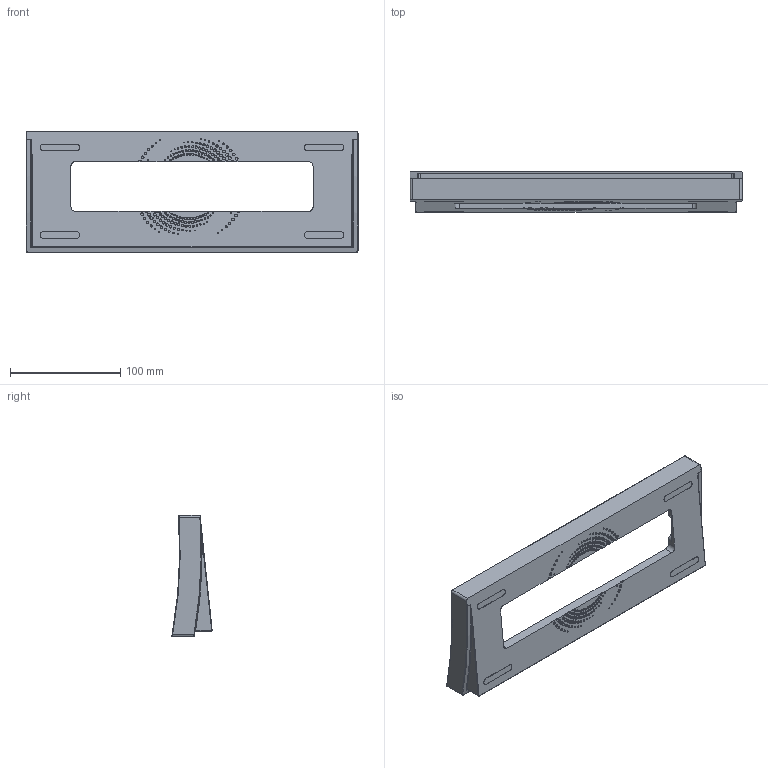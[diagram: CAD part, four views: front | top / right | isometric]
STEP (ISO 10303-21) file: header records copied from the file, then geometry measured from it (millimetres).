
FILE_DESCRIPTION(/* description */ (''),/* implementation_level */ '2;1');
FILE_NAME(/* name */ 'Case.step',/* time_stamp */ '2023-10-05T11:20:20-07:00',/* author */ (''),/* organization */ (''),/* preprocessor_version */ 'ST-DEVELOPER v20',/* originating_system */ 'Autodesk Translation Framework v12.14.0.127',/* authorisation */ '');
FILE_SCHEMA (('AUTOMOTIVE_DESIGN { 1 0 10303 214 3 1 1 }'));
Length unit declared in the file: millimetre
Products named in the file (1): Case
Bounding box: 301.7 x 36.64 x 110.2 mm (x, y, z)
Volume: 237804 mm3; surface area: 89355 mm2
Topology: 1 solids, 1 shells, 970 faces, 2322 edges, 1528 vertices
Faces by surface type: bspline 582, plane 257, cylinder 113, torus 16, sphere 2
Full cylindrical faces by diameter (mm): 1.6 x4, 3 x2, 6 x2
Entity records: 30127 total; most frequent: CARTESIAN_POINT 13047, ORIENTED_EDGE 4640, EDGE_CURVE 2320, DIRECTION 2158, VERTEX_POINT 1528, EDGE_LOOP 1150, FACE_OUTER_BOUND 970, ADVANCED_FACE 970
